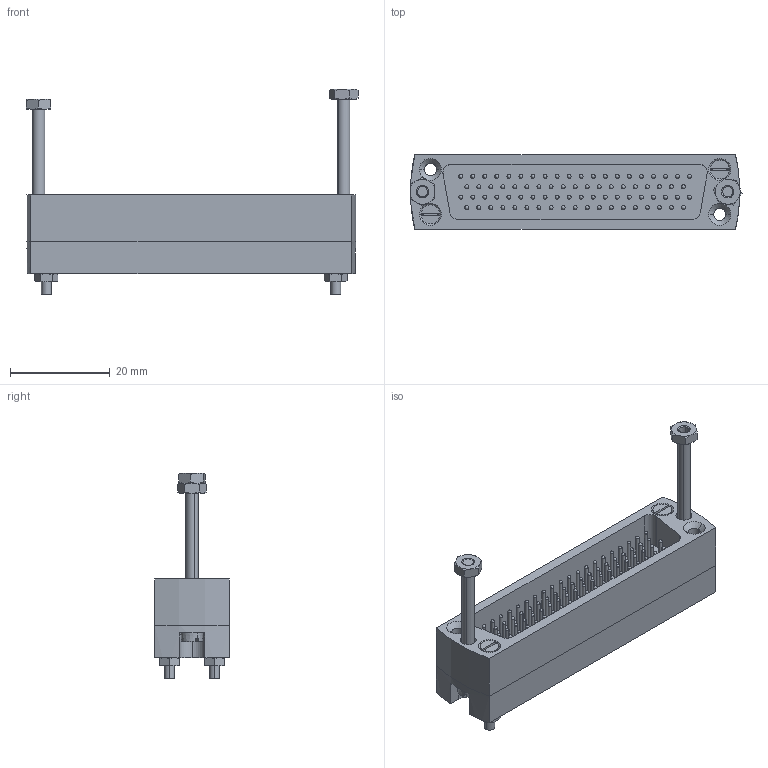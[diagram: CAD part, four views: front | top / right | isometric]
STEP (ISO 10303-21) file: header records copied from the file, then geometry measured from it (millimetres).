
FILE_DESCRIPTION (( 'STEP AP214' ), '1' );
FILE_NAME ('211-MS78H-PK.STEP', '2014-11-24T11:13:02', ( 'allectra' ), ( 'Microsoft' ), 'SwSTEP 2.0', 'SolidWorks 2014', '' );
FILE_SCHEMA (( 'AUTOMOTIVE_DESIGN' ));
Length unit declared in the file: millimetre
Products named in the file (8): Hexagon Nut ISO 4032 - M2.5 - D - N_Hexagon Nut ISO 4032 - M2.5 - D - N; ISO 1207 - M2.5 x 30 --- 30N_ISO 1207 - M2.5 x 30 --- 30N; ISO 2009 - M2 x 20 --- 20C_ISO 2009 - M2 x 20 --- 20C; Hexagon Nut ISO 4032 - M2 - D - N_Hexagon Nut ISO 4032 - M2 - D - N; 360-CRM-0.7; 9211-FSXH-PK-BP_9211-FS78H-PK-BP; 9211-MSXH-PK-FP_9211-MS78H-PK-FP; 211-MS78H-PK
Assembly tree (88 placements, depth 2):
  211-MS78H-PK
    9211-MSXH-PK-FP_9211-MS78H-PK-FP
    9211-FSXH-PK-BP_9211-FS78H-PK-BP
    360-CRM-0.7  x78
    Hexagon Nut ISO 4032 - M2 - D - N_Hexagon Nut ISO 4032 - M2 - D - N  x2
    ISO 2009 - M2 x 20 --- 20C_ISO 2009 - M2 x 20 --- 20C  x2
    ISO 1207 - M2.5 x 30 --- 30N_ISO 1207 - M2.5 x 30 --- 30N  x2
    Hexagon Nut ISO 4032 - M2.5 - D - N_Hexagon Nut ISO 4032 - M2.5 - D - N  x2
Bounding box: 66.56 x 15 x 41.2 mm (x, y, z)
Volume: 10954 mm3; surface area: 15676.4 mm2
Topology: 88 solids, 88 shells, 2181 faces, 5216 edges, 3214 vertices
Faces by surface type: cylinder 1314, cone 392, plane 389, bspline 78, torus 8
Entity records: 27796 total; most frequent: DIRECTION 5224, CARTESIAN_POINT 4844, ORIENTED_EDGE 4208, AXIS2_PLACEMENT_3D 2228, EDGE_CURVE 2104, VERTEX_POINT 1335, EDGE_LOOP 1291, CIRCLE 1272
